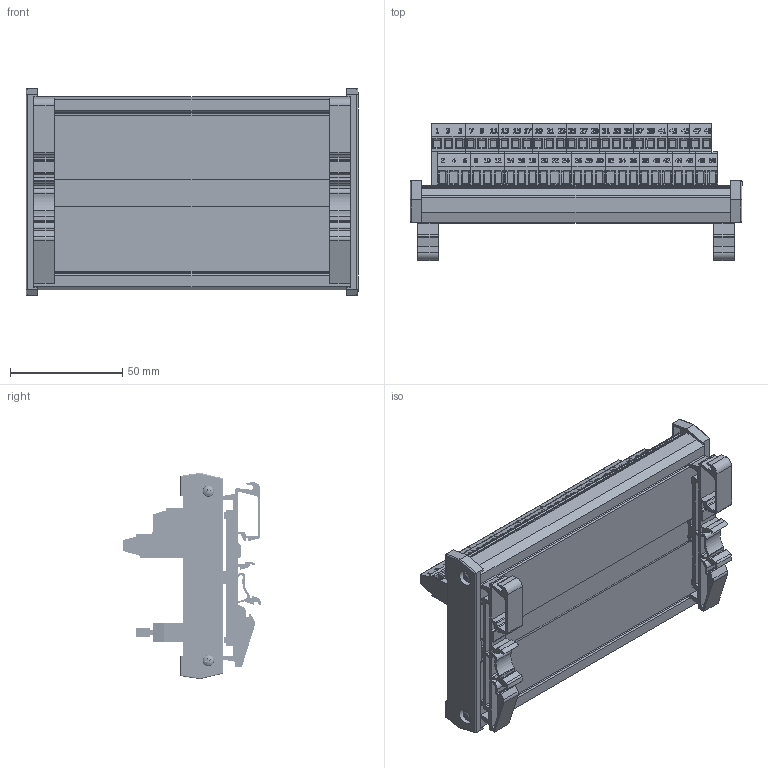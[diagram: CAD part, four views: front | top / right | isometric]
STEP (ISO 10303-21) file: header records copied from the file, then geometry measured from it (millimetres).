
FILE_DESCRIPTION((''),'2;1');
FILE_NAME('FBK_50.stp','2013-06-21T12:51:31',('roland'),(''),'Autodesk Inventor 2013','Autodesk Inventor 2013','');
FILE_SCHEMA(('CONFIG_CONTROL_DESIGN'));
Length unit declared in the file: millimetre
Products named in the file (11): 50; 50 BASE PLATE; 2 GREEN updated; 3 GREEN updated; FBK50; 25 CASE; BASE LEGS; BASE SIDE; BS EN ISO 7045 Z - Metric M2.5 x 10 - 4.8 - Z; 50 lable1; 50 lable2
Assembly tree (22 placements, depth 2):
  50
    50 BASE PLATE
    2 GREEN updated  x2
    3 GREEN updated  x7
    FBK50
    25 CASE
    BASE LEGS  x2
    BASE SIDE  x2
    BS EN ISO 7045 Z - Metric M2.5 x 10 - 4.8 - Z  x4
    50 lable1
    50 lable2
Bounding box: 148 x 61.39 x 91.98 mm (x, y, z)
Volume: 126705 mm3; surface area: 135265.5 mm2
Topology: 22 solids, 22 shells, 4778 faces, 12607 edges, 8266 vertices
Faces by surface type: plane 2918, cylinder 894, bspline 878, cone 64, torus 20, sphere 4
Full cylindrical faces by diameter (mm): 0.7 x250, 1.25 x50, 2.256 x4, 2.4 x4, 2.5 x54, 2.65 x50, 2.7 x2, 2.8 x2, 3.2 x4, 4 x50, 7 x4, 9 x4
Entity records: 119331 total; most frequent: CARTESIAN_POINT 31412, ORIENTED_EDGE 18914, DIRECTION 14443, EDGE_CURVE 9457, VECTOR 6521, LINE 6521, VERTEX_POINT 6494, EDGE_LOOP 5011
